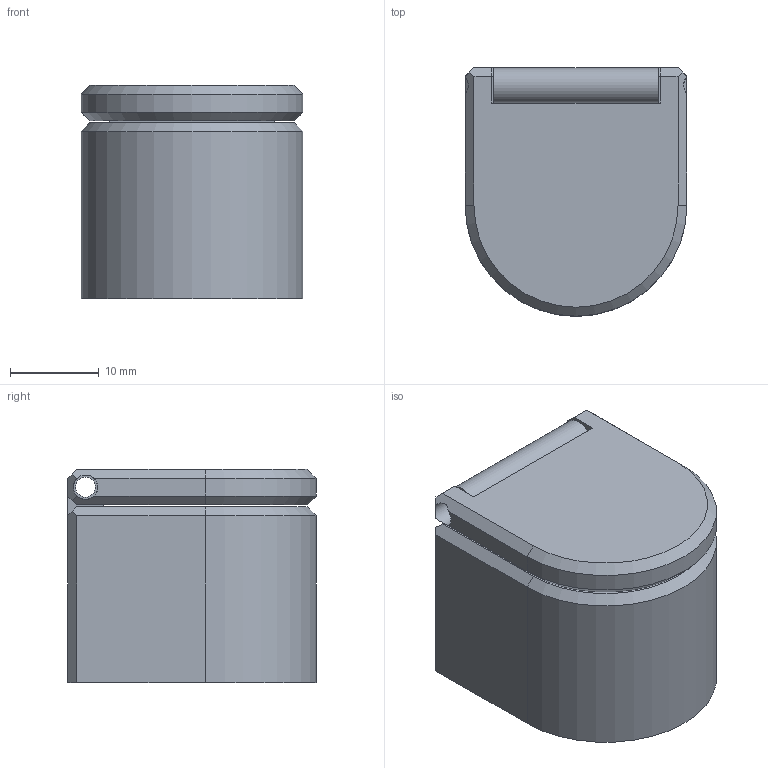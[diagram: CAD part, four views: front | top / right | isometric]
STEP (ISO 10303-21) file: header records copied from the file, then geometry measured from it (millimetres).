
FILE_DESCRIPTION(/* description */ (''),/* implementation_level */ '2;1');
FILE_NAME(/* name */ 'pipowerbuttoncover v2.step',/* time_stamp */ '2022-01-14T14:12:17-05:00',/* author */ (''),/* organization */ (''),/* preprocessor_version */ 'ST-DEVELOPER v18.1',/* originating_system */ 'Autodesk Translation Framework v10.10.0.1391',/* authorisation */ '');
FILE_SCHEMA (('AUTOMOTIVE_DESIGN { 1 0 10303 214 3 1 1 }'));
Length unit declared in the file: millimetre
Products named in the file (1): pipowerbuttoncover
Bounding box: 25 x 28 x 24 mm (x, y, z)
Volume: 7958.1 mm3; surface area: 5944.4 mm2
Topology: 2 solids, 2 shells, 53 faces, 143 edges, 93 vertices
Faces by surface type: plane 41, cylinder 8, cone 4
Full cylindrical faces by diameter (mm): 2.25 x1, 2.75 x2, 12.2 x1
Entity records: 1708 total; most frequent: CARTESIAN_POINT 290, ORIENTED_EDGE 286, DIRECTION 283, EDGE_CURVE 143, LINE 111, VECTOR 111, VERTEX_POINT 93, AXIS2_PLACEMENT_3D 86
